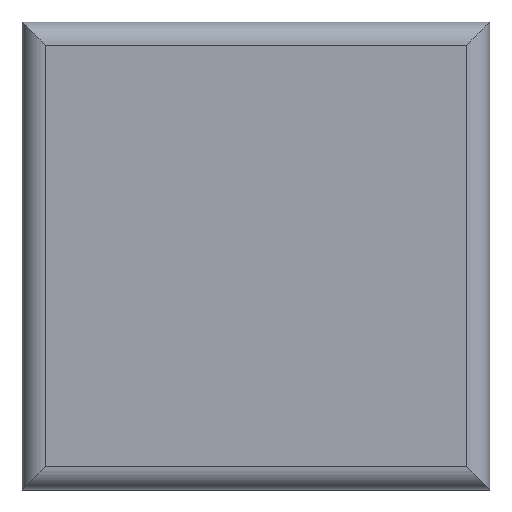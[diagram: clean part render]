
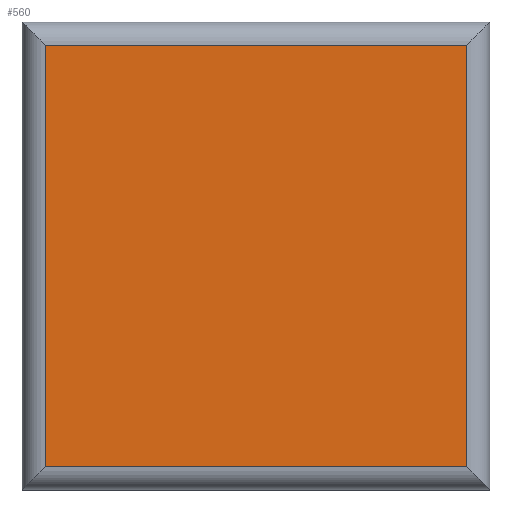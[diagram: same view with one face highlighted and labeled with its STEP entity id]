
A CAD part, top view. The second image highlights one B-rep face of the part: STEP entity #560.
In plain terms, the highlighted planar face has unit normal (0, 0, 1).
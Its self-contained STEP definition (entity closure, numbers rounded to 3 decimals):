
#115 = CYLINDRICAL_SURFACE('',#116,0.5);
#116 = AXIS2_PLACEMENT_3D('',#117,#118,#119);
#117 = CARTESIAN_POINT('',(-10.,-9.5,1.5));
#118 = DIRECTION('',(1.,0.,0.));
#119 = DIRECTION('',(0.,-1.,0.));
#228 = CYLINDRICAL_SURFACE('',#229,0.5);
#229 = AXIS2_PLACEMENT_3D('',#230,#231,#232);
#230 = CARTESIAN_POINT('',(-9.5,0.,1.5));
#231 = DIRECTION('',(0.,-1.,0.));
#232 = DIRECTION('',(-1.,0.,0.));
#266 = VERTEX_POINT('',#267);
#267 = CARTESIAN_POINT('',(-9.5,-9.5,2.));
#301 = EDGE_CURVE('',#266,#302,#304,.T.);
#302 = VERTEX_POINT('',#303);
#303 = CARTESIAN_POINT('',(-0.5,-9.5,2.));
#304 = SURFACE_CURVE('',#305,(#309,#316),.PCURVE_S1.);
#305 = LINE('',#306,#307);
#306 = CARTESIAN_POINT('',(-10.,-9.5,2.));
#307 = VECTOR('',#308,1.);
#308 = DIRECTION('',(1.,0.,0.));
#309 = PCURVE('',#115,#310);
#310 = DEFINITIONAL_REPRESENTATION('',(#311),#315);
#311 = LINE('',#312,#313);
#312 = CARTESIAN_POINT('',(-1.571,0.));
#313 = VECTOR('',#314,1.);
#314 = DIRECTION('',(-0.,1.));
#315 = ( GEOMETRIC_REPRESENTATION_CONTEXT(2) 
PARAMETRIC_REPRESENTATION_CONTEXT() REPRESENTATION_CONTEXT('2D SPACE',''
  ) );
#316 = PCURVE('',#317,#322);
#317 = PLANE('',#318);
#318 = AXIS2_PLACEMENT_3D('',#319,#320,#321);
#319 = CARTESIAN_POINT('',(-5.,-5.,2.));
#320 = DIRECTION('',(0.,0.,1.));
#321 = DIRECTION('',(1.,0.,0.));
#322 = DEFINITIONAL_REPRESENTATION('',(#323),#327);
#323 = LINE('',#324,#325);
#324 = CARTESIAN_POINT('',(-5.,-4.5));
#325 = VECTOR('',#326,1.);
#326 = DIRECTION('',(1.,0.));
#327 = ( GEOMETRIC_REPRESENTATION_CONTEXT(2) 
PARAMETRIC_REPRESENTATION_CONTEXT() REPRESENTATION_CONTEXT('2D SPACE',''
  ) );
#350 = CYLINDRICAL_SURFACE('',#351,0.5);
#351 = AXIS2_PLACEMENT_3D('',#352,#353,#354);
#352 = CARTESIAN_POINT('',(-0.5,-10.,1.5));
#353 = DIRECTION('',(0.,1.,0.));
#354 = DIRECTION('',(1.,0.,0.));
#485 = CYLINDRICAL_SURFACE('',#486,0.5);
#486 = AXIS2_PLACEMENT_3D('',#487,#488,#489);
#487 = CARTESIAN_POINT('',(0.,-0.5,1.5));
#488 = DIRECTION('',(-1.,0.,0.));
#489 = DIRECTION('',(0.,1.,0.));
#503 = VERTEX_POINT('',#504);
#504 = CARTESIAN_POINT('',(-9.5,-0.5,2.));
#538 = EDGE_CURVE('',#503,#266,#539,.T.);
#539 = SURFACE_CURVE('',#540,(#544,#551),.PCURVE_S1.);
#540 = LINE('',#541,#542);
#541 = CARTESIAN_POINT('',(-9.5,0.,2.));
#542 = VECTOR('',#543,1.);
#543 = DIRECTION('',(0.,-1.,0.));
#544 = PCURVE('',#228,#545);
#545 = DEFINITIONAL_REPRESENTATION('',(#546),#550);
#546 = LINE('',#547,#548);
#547 = CARTESIAN_POINT('',(-1.571,0.));
#548 = VECTOR('',#549,1.);
#549 = DIRECTION('',(-0.,1.));
#550 = ( GEOMETRIC_REPRESENTATION_CONTEXT(2) 
PARAMETRIC_REPRESENTATION_CONTEXT() REPRESENTATION_CONTEXT('2D SPACE',''
  ) );
#551 = PCURVE('',#317,#552);
#552 = DEFINITIONAL_REPRESENTATION('',(#553),#557);
#553 = LINE('',#554,#555);
#554 = CARTESIAN_POINT('',(-4.5,5.));
#555 = VECTOR('',#556,1.);
#556 = DIRECTION('',(0.,-1.));
#557 = ( GEOMETRIC_REPRESENTATION_CONTEXT(2) 
PARAMETRIC_REPRESENTATION_CONTEXT() REPRESENTATION_CONTEXT('2D SPACE',''
  ) );
#560 = ADVANCED_FACE('',(#561),#317,.T.);
#561 = FACE_BOUND('',#562,.T.);
#562 = EDGE_LOOP('',(#563,#564,#587,#608));
#563 = ORIENTED_EDGE('',*,*,#301,.T.);
#564 = ORIENTED_EDGE('',*,*,#565,.T.);
#565 = EDGE_CURVE('',#302,#566,#568,.T.);
#566 = VERTEX_POINT('',#567);
#567 = CARTESIAN_POINT('',(-0.5,-0.5,2.));
#568 = SURFACE_CURVE('',#569,(#573,#580),.PCURVE_S1.);
#569 = LINE('',#570,#571);
#570 = CARTESIAN_POINT('',(-0.5,-10.,2.));
#571 = VECTOR('',#572,1.);
#572 = DIRECTION('',(0.,1.,0.));
#573 = PCURVE('',#317,#574);
#574 = DEFINITIONAL_REPRESENTATION('',(#575),#579);
#575 = LINE('',#576,#577);
#576 = CARTESIAN_POINT('',(4.5,-5.));
#577 = VECTOR('',#578,1.);
#578 = DIRECTION('',(0.,1.));
#579 = ( GEOMETRIC_REPRESENTATION_CONTEXT(2) 
PARAMETRIC_REPRESENTATION_CONTEXT() REPRESENTATION_CONTEXT('2D SPACE',''
  ) );
#580 = PCURVE('',#350,#581);
#581 = DEFINITIONAL_REPRESENTATION('',(#582),#586);
#582 = LINE('',#583,#584);
#583 = CARTESIAN_POINT('',(-1.571,0.));
#584 = VECTOR('',#585,1.);
#585 = DIRECTION('',(-0.,1.));
#586 = ( GEOMETRIC_REPRESENTATION_CONTEXT(2) 
PARAMETRIC_REPRESENTATION_CONTEXT() REPRESENTATION_CONTEXT('2D SPACE',''
  ) );
#587 = ORIENTED_EDGE('',*,*,#588,.T.);
#588 = EDGE_CURVE('',#566,#503,#589,.T.);
#589 = SURFACE_CURVE('',#590,(#594,#601),.PCURVE_S1.);
#590 = LINE('',#591,#592);
#591 = CARTESIAN_POINT('',(0.,-0.5,2.));
#592 = VECTOR('',#593,1.);
#593 = DIRECTION('',(-1.,0.,0.));
#594 = PCURVE('',#317,#595);
#595 = DEFINITIONAL_REPRESENTATION('',(#596),#600);
#596 = LINE('',#597,#598);
#597 = CARTESIAN_POINT('',(5.,4.5));
#598 = VECTOR('',#599,1.);
#599 = DIRECTION('',(-1.,0.));
#600 = ( GEOMETRIC_REPRESENTATION_CONTEXT(2) 
PARAMETRIC_REPRESENTATION_CONTEXT() REPRESENTATION_CONTEXT('2D SPACE',''
  ) );
#601 = PCURVE('',#485,#602);
#602 = DEFINITIONAL_REPRESENTATION('',(#603),#607);
#603 = LINE('',#604,#605);
#604 = CARTESIAN_POINT('',(-1.571,0.));
#605 = VECTOR('',#606,1.);
#606 = DIRECTION('',(-0.,1.));
#607 = ( GEOMETRIC_REPRESENTATION_CONTEXT(2) 
PARAMETRIC_REPRESENTATION_CONTEXT() REPRESENTATION_CONTEXT('2D SPACE',''
  ) );
#608 = ORIENTED_EDGE('',*,*,#538,.T.);
